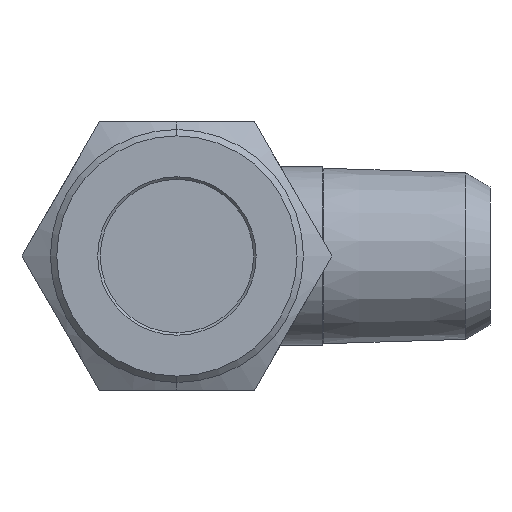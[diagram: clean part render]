
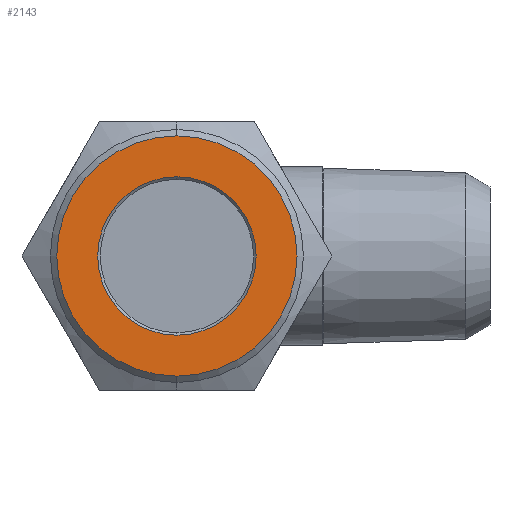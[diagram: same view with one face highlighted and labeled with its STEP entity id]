
A CAD part, left-side view. The second image highlights one B-rep face of the part: STEP entity #2143.
In plain terms, the highlighted planar face has unit normal (-1, 0, 0).
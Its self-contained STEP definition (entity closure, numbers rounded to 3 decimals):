
#69 = CARTESIAN_POINT ( 'NONE',  ( -33., 27., 0. ) ) ;
#70 = DIRECTION ( 'NONE',  ( 1., 0., 0. ) ) ;
#71 = DIRECTION ( 'NONE',  ( 0., 0., -1. ) ) ;
#210 = EDGE_LOOP ( 'NONE', ( #557, #558 ) ) ;
#211 = EDGE_LOOP ( 'NONE', ( #559, #560 ) ) ;
#247 = CIRCLE ( 'NONE', #2387, 9.4 ) ;
#248 = CIRCLE ( 'NONE', #2388, 6.2 ) ;
#557 = ORIENTED_EDGE ( 'NONE', *, *, #2999, .T. ) ;
#558 = ORIENTED_EDGE ( 'NONE', *, *, #1381, .T. ) ;
#559 = ORIENTED_EDGE ( 'NONE', *, *, #2863, .T. ) ;
#560 = ORIENTED_EDGE ( 'NONE', *, *, #3000, .T. ) ;
#646 = VERTEX_POINT ( 'NONE', #2843 ) ;
#651 = VERTEX_POINT ( 'NONE', #2842 ) ;
#928 = CARTESIAN_POINT ( 'NONE',  ( -33., 27., 0. ) ) ;
#929 = DIRECTION ( 'NONE',  ( -1., 0., 0. ) ) ;
#930 = DIRECTION ( 'NONE',  ( 0., 0., 1. ) ) ;
#933 = CARTESIAN_POINT ( 'NONE',  ( -33., 27., 0. ) ) ;
#934 = DIRECTION ( 'NONE',  ( 1., 0., 0. ) ) ;
#935 = DIRECTION ( 'NONE',  ( 0., 0., -1. ) ) ;
#1198 = CIRCLE ( 'NONE', #3073, 9.4 ) ;
#1238 = FACE_OUTER_BOUND ( 'NONE', #210, .T. ) ;
#1240 = FACE_BOUND ( 'NONE', #211, .T. ) ;
#1381 = EDGE_CURVE ( 'NONE', #646, #651, #1198, .T. ) ;
#1510 = CARTESIAN_POINT ( 'NONE',  ( -33., 27., -6.2 ) ) ;
#1511 = CARTESIAN_POINT ( 'NONE',  ( -33., 27., 6.2 ) ) ;
#1577 = DIRECTION ( 'NONE',  ( -1., 0., 0. ) ) ;
#1578 = CARTESIAN_POINT ( 'NONE',  ( -33., 36.9, 0. ) ) ;
#1580 = PLANE ( 'NONE',  #2231 ) ;
#1582 = DIRECTION ( 'NONE',  ( 0., 0., 1. ) ) ;
#1872 = CARTESIAN_POINT ( 'NONE',  ( -33., 27., 0. ) ) ;
#1873 = DIRECTION ( 'NONE',  ( -1., 0., 0. ) ) ;
#1874 = DIRECTION ( 'NONE',  ( 0., 0., 1. ) ) ;
#2143 = ADVANCED_FACE ( 'NONE', ( #1238, #1240 ), #1580, .T. ) ;
#2231 = AXIS2_PLACEMENT_3D ( 'NONE', #1578, #1577, #1582 ) ;
#2338 = AXIS2_PLACEMENT_3D ( 'NONE', #69, #70, #71 ) ;
#2387 = AXIS2_PLACEMENT_3D ( 'NONE', #928, #929, #930 ) ;
#2388 = AXIS2_PLACEMENT_3D ( 'NONE', #933, #934, #935 ) ;
#2503 = VERTEX_POINT ( 'NONE', #1510 ) ;
#2504 = VERTEX_POINT ( 'NONE', #1511 ) ;
#2568 = CIRCLE ( 'NONE', #2338, 6.2 ) ;
#2842 = CARTESIAN_POINT ( 'NONE',  ( -33., 27., -9.4 ) ) ;
#2843 = CARTESIAN_POINT ( 'NONE',  ( -33., 27., 9.4 ) ) ;
#2863 = EDGE_CURVE ( 'NONE', #2504, #2503, #2568, .T. ) ;
#2999 = EDGE_CURVE ( 'NONE', #651, #646, #247, .T. ) ;
#3000 = EDGE_CURVE ( 'NONE', #2503, #2504, #248, .T. ) ;
#3073 = AXIS2_PLACEMENT_3D ( 'NONE', #1872, #1873, #1874 ) ;
